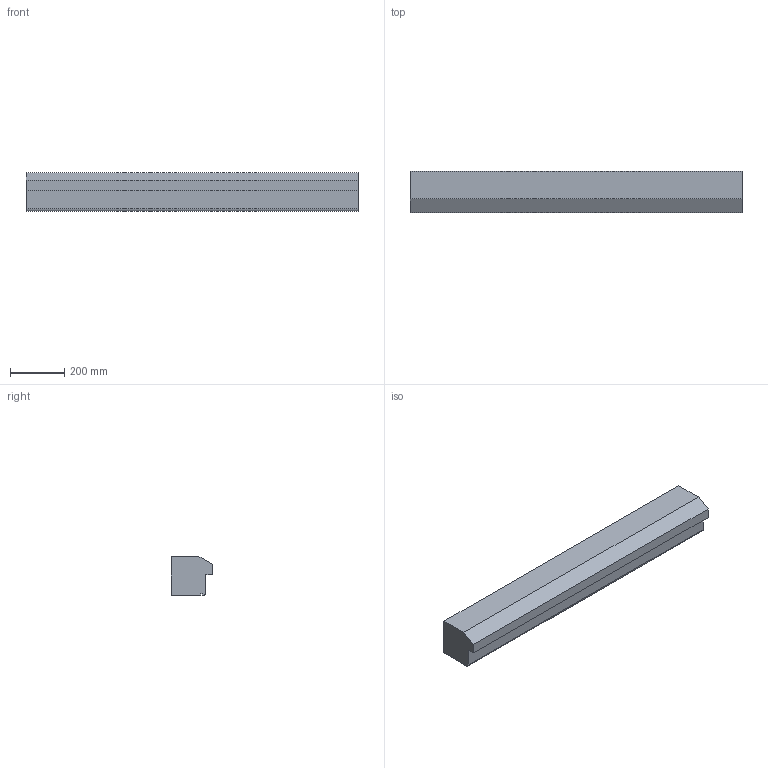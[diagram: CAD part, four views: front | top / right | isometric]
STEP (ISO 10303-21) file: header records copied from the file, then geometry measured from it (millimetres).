
FILE_DESCRIPTION(/* description */ (''),/* implementation_level */ '2;1');
FILE_NAME(/* name */ 'B.step',/* time_stamp */ '2022-08-01T12:31:30-05:00',/* author */ (''),/* organization */ (''),/* preprocessor_version */ 'ST-DEVELOPER v19',/* originating_system */ 'Autodesk Translation Framework v11.7.0.108',/* authorisation */ '');
FILE_SCHEMA (('AUTOMOTIVE_DESIGN { 1 0 10303 214 3 1 1 }'));
Length unit declared in the file: inch
Products named in the file (1): B
Bounding box: 1219.2 x 152.4 x 142.88 mm (x, y, z)
Volume: 23229506.1 mm3; surface area: 742891.6 mm2
Topology: 1 solids, 1 shells, 14 faces, 36 edges, 24 vertices
Faces by surface type: plane 13, cylinder 1
Entity records: 457 total; most frequent: CARTESIAN_POINT 75, ORIENTED_EDGE 72, DIRECTION 68, EDGE_CURVE 36, LINE 34, VECTOR 34, VERTEX_POINT 24, AXIS2_PLACEMENT_3D 17
